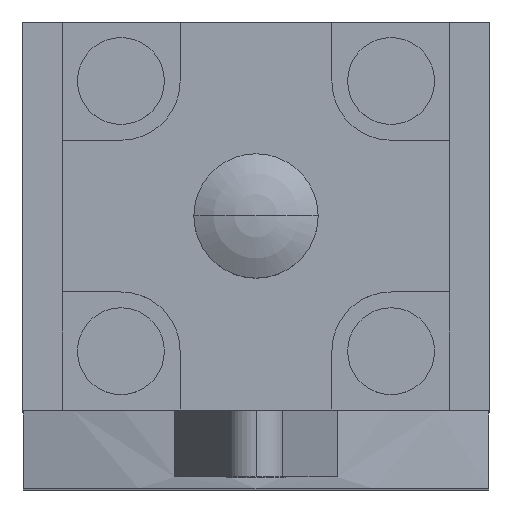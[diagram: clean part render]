
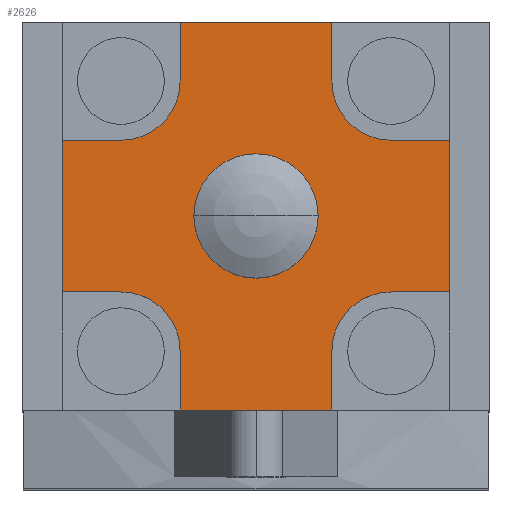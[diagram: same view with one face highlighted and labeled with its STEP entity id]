
A CAD part, top view. The second image highlights one B-rep face of the part: STEP entity #2626.
In plain terms, the highlighted planar face has unit normal (0, 0, 1).
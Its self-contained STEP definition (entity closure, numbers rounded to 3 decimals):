
#2148=CARTESIAN_POINT('POINT147',(-4.88,8.69,
   68.89));
#2149=VERTEX_POINT('VERTEX147',#2148);
#2150=CARTESIAN_POINT('POINT148',(-8.69,4.88,68.89));
#2151=VERTEX_POINT('VERTEX148',#2150);
#2152=CARTESIAN_POINT('POS232',(-8.69,8.69,68.89));
#2153=DIRECTION('DIR324',(0.,0.,-1.));
#2154=DIRECTION('DIR325',(0.,-1.,0.));
#2155=AXIS2_PLACEMENT_3D('AXIS93',#2152,#2153,#2154);
#2156=CIRCLE('ELLIPSE38',#2155,3.81);
#2157=EDGE_CURVE('EDGE210',#2149,#2151,#2156,.T.);
#2180=CARTESIAN_POINT('POINT149',(-4.88,12.475,68.89));
#2181=VERTEX_POINT('VERTEX149',#2180);
#2182=CARTESIAN_POINT('POS236',(-4.88,6.25,68.89));
#2183=DIRECTION('DIR330',(0.,-1.,0.));
#2184=VECTOR('VEC142',#2183,25.4);
#2185=LINE('STRAIGHT142',#2182,#2184);
#2186=EDGE_CURVE('EDGE213',#2181,#2149,#2185,.T.);
#2206=CARTESIAN_POINT('POINT150',(4.88,12.475,68.89));
#2207=VERTEX_POINT('VERTEX150',#2206);
#2208=CARTESIAN_POINT('POS239',(0.,12.475,68.89));
#2209=DIRECTION('DIR334',(-1.,0.,0.));
#2210=VECTOR('VEC144',#2209,25.4);
#2211=LINE('STRAIGHT144',#2208,#2210);
#2212=EDGE_CURVE('EDGE215',#2207,#2181,#2211,.T.);
#2247=CARTESIAN_POINT('POINT151',(4.88,8.69,68.89));
#2248=VERTEX_POINT('VERTEX151',#2247);
#2249=CARTESIAN_POINT('POS244',(4.88,4.345,68.89));
#2250=DIRECTION('DIR340',(0.,1.,0.));
#2251=VECTOR('VEC148',#2250,25.4);
#2252=LINE('STRAIGHT148',#2249,#2251);
#2253=EDGE_CURVE('EDGE219',#2248,#2207,#2252,.T.);
#2270=CARTESIAN_POINT('POINT152',(8.69,4.88,
   68.89));
#2271=VERTEX_POINT('VERTEX152',#2270);
#2272=CARTESIAN_POINT('POS247',(8.69,8.69,68.89));
#2273=DIRECTION('DIR344',(0.,0.,-1.));
#2274=DIRECTION('DIR345',(-1.,0.,0.));
#2275=AXIS2_PLACEMENT_3D('AXIS98',#2272,#2273,#2274);
#2276=CIRCLE('ELLIPSE39',#2275,3.81);
#2277=EDGE_CURVE('EDGE221',#2271,#2248,#2276,.T.);
#2295=CARTESIAN_POINT('POINT153',(12.475,4.88,68.89));
#2296=VERTEX_POINT('VERTEX153',#2295);
#2305=CARTESIAN_POINT('POS251',(6.25,4.88,68.89));
#2306=DIRECTION('DIR350',(-1.,0.,0.));
#2307=VECTOR('VEC152',#2306,25.4);
#2308=LINE('STRAIGHT152',#2305,#2307);
#2309=EDGE_CURVE('EDGE224',#2296,#2271,#2308,.T.);
#2321=CARTESIAN_POINT('POINT154',(12.475,-4.88,68.89));
#2322=VERTEX_POINT('VERTEX154',#2321);
#2323=CARTESIAN_POINT('POS253',(12.475,0.,68.89));
#2324=DIRECTION('DIR353',(0.,1.,0.));
#2325=VECTOR('VEC153',#2324,25.4);
#2326=LINE('STRAIGHT153',#2323,#2325);
#2327=EDGE_CURVE('EDGE225',#2322,#2296,#2326,.T.);
#2357=CARTESIAN_POINT('POINT155',(8.69,-4.88,68.89));
#2358=VERTEX_POINT('VERTEX155',#2357);
#2359=CARTESIAN_POINT('POS257',(4.345,-4.88,68.89));
#2360=DIRECTION('DIR358',(1.,0.,0.));
#2361=VECTOR('VEC156',#2360,25.4);
#2362=LINE('STRAIGHT156',#2359,#2361);
#2363=EDGE_CURVE('EDGE228',#2358,#2322,#2362,.T.);
#2380=CARTESIAN_POINT('POINT156',(4.88,-8.69,
   68.89));
#2381=VERTEX_POINT('VERTEX156',#2380);
#2382=CARTESIAN_POINT('POS260',(8.69,-8.69,68.89));
#2383=DIRECTION('DIR362',(0.,0.,-1.));
#2384=DIRECTION('DIR363',(0.,1.,0.));
#2385=AXIS2_PLACEMENT_3D('AXIS103',#2382,#2383,#2384);
#2386=CIRCLE('ELLIPSE40',#2385,3.81);
#2387=EDGE_CURVE('EDGE230',#2381,#2358,#2386,.T.);
#2405=CARTESIAN_POINT('POINT157',(4.88,-12.475,68.89));
#2406=VERTEX_POINT('VERTEX157',#2405);
#2415=CARTESIAN_POINT('POS264',(4.88,-6.25,68.89));
#2416=DIRECTION('DIR368',(0.,1.,0.));
#2417=VECTOR('VEC160',#2416,25.4);
#2418=LINE('STRAIGHT160',#2415,#2417);
#2419=EDGE_CURVE('EDGE233',#2406,#2381,#2418,.T.);
#2444=CARTESIAN_POINT('POINT158',(-4.88,-12.475,68.89));
#2445=VERTEX_POINT('VERTEX158',#2444);
#2446=CARTESIAN_POINT('POS267',(0.,-12.475,68.89));
#2447=DIRECTION('DIR372',(1.,0.,0.));
#2448=VECTOR('VEC162',#2447,25.4);
#2449=LINE('STRAIGHT162',#2446,#2448);
#2450=EDGE_CURVE('EDGE235',#2445,#2406,#2449,.T.);
#2466=CARTESIAN_POINT('POINT159',(-4.88,-8.69,68.89));
#2467=VERTEX_POINT('VERTEX159',#2466);
#2468=CARTESIAN_POINT('POS270',(-4.88,-4.345,68.89));
#2469=DIRECTION('DIR376',(0.,-1.,0.));
#2470=VECTOR('VEC164',#2469,25.4);
#2471=LINE('STRAIGHT164',#2468,#2470);
#2472=EDGE_CURVE('EDGE237',#2467,#2445,#2471,.T.);
#2490=CARTESIAN_POINT('POINT160',(-8.69,-4.88,
   68.89));
#2491=VERTEX_POINT('VERTEX160',#2490);
#2492=CARTESIAN_POINT('POS273',(-8.69,-8.69,68.89));
#2493=DIRECTION('DIR380',(0.,0.,-1.));
#2494=DIRECTION('DIR381',(1.,0.,0.));
#2495=AXIS2_PLACEMENT_3D('AXIS108',#2492,#2493,#2494);
#2496=CIRCLE('ELLIPSE41',#2495,3.81);
#2497=EDGE_CURVE('EDGE239',#2491,#2467,#2496,.T.);
#2515=CARTESIAN_POINT('POINT161',(-12.475,-4.88,68.89));
#2516=VERTEX_POINT('VERTEX161',#2515);
#2525=CARTESIAN_POINT('POS277',(-6.25,-4.88,68.89));
#2526=DIRECTION('DIR386',(1.,0.,0.));
#2527=VECTOR('VEC168',#2526,25.4);
#2528=LINE('STRAIGHT168',#2525,#2527);
#2529=EDGE_CURVE('EDGE242',#2516,#2491,#2528,.T.);
#2539=CARTESIAN_POINT('POINT162',(-12.475,4.88,68.89));
#2540=VERTEX_POINT('VERTEX162',#2539);
#2557=CARTESIAN_POINT('POS280',(-12.475,0.,68.89));
#2558=DIRECTION('DIR390',(0.,-1.,0.));
#2559=VECTOR('VEC170',#2558,25.4);
#2560=LINE('STRAIGHT170',#2557,#2559);
#2561=EDGE_CURVE('EDGE244',#2540,#2516,#2560,.T.);
#2571=CARTESIAN_POINT('POS282',(-4.345,4.88,68.89));
#2572=DIRECTION('DIR393',(-1.,0.,0.));
#2573=VECTOR('VEC171',#2572,25.4);
#2574=LINE('STRAIGHT171',#2571,#2573);
#2575=EDGE_CURVE('EDGE245',#2151,#2540,#2574,.T.);
#2588=ORIENTED_EDGE('COEDGE475',*,*,#2575,.T.);
#2589=ORIENTED_EDGE('COEDGE476',*,*,#2561,.T.);
#2590=ORIENTED_EDGE('COEDGE477',*,*,#2529,.T.);
#2591=ORIENTED_EDGE('COEDGE478',*,*,#2497,.T.);
#2592=ORIENTED_EDGE('COEDGE479',*,*,#2472,.T.);
#2593=ORIENTED_EDGE('COEDGE480',*,*,#2450,.T.);
#2594=ORIENTED_EDGE('COEDGE481',*,*,#2419,.T.);
#2595=ORIENTED_EDGE('COEDGE482',*,*,#2387,.T.);
#2596=ORIENTED_EDGE('COEDGE483',*,*,#2363,.T.);
#2597=ORIENTED_EDGE('COEDGE484',*,*,#2327,.T.);
#2598=ORIENTED_EDGE('COEDGE485',*,*,#2309,.T.);
#2599=ORIENTED_EDGE('COEDGE486',*,*,#2277,.T.);
#2600=ORIENTED_EDGE('COEDGE487',*,*,#2253,.T.);
#2601=ORIENTED_EDGE('COEDGE488',*,*,#2212,.T.);
#2602=ORIENTED_EDGE('COEDGE489',*,*,#2186,.T.);
#2603=ORIENTED_EDGE('COEDGE490',*,*,#2157,.T.);
#2604=EDGE_LOOP('NONE',(#2588,#2589,#2590,#2591,#2592,#2593,#2594,#2595,
   #2596,#2597,#2598,#2599,#2600,#2601,#2602,#2603));
#2605=FACE_BOUND('LOOP1',#2604,.T.);
#2606=CARTESIAN_POINT('POINT163',(-4.,0.,
   68.89));
#2607=VERTEX_POINT('VERTEX163',#2606);
#2608=CARTESIAN_POINT('POINT164',(4.,0.,
   68.89));
#2609=VERTEX_POINT('VERTEX164',#2608);
#2610=CARTESIAN_POINT('POS284',(0.,0.,68.89));
#2611=DIRECTION('DIR396',(0.,0.,-1.));
#2612=DIRECTION('DIR397',(1.,0.,0.));
#2613=AXIS2_PLACEMENT_3D('AXIS113',#2610,#2611,#2612);
#2614=CIRCLE('ELLIPSE42',#2613,4.);
#2615=EDGE_CURVE('EDGE246',#2607,#2609,#2614,.T.);
#2616=ORIENTED_EDGE('COEDGE491',*,*,#2615,.T.);
#2617=EDGE_CURVE('EDGE247',#2609,#2607,#2614,.T.);
#2618=ORIENTED_EDGE('COEDGE492',*,*,#2617,.T.);
#2619=EDGE_LOOP('NONE',(#2616,#2618));
#2620=FACE_BOUND('LOOP1',#2619,.T.);
#2621=CARTESIAN_POINT('POS285',(0.,0.,68.89));
#2622=DIRECTION('DIR398',(0.,0.,1.));
#2623=DIRECTION('DIR399',(1.,0.,0.));
#2624=AXIS2_PLACEMENT_3D('AXIS114',#2621,#2622,#2623);
#2625=PLANE('PLANE51',#2624);
#2626=ADVANCED_FACE('FACE93',(#2605,#2620),#2625,.T.);
